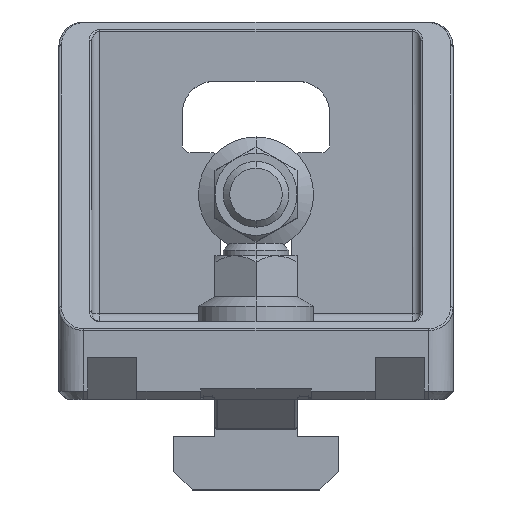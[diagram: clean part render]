
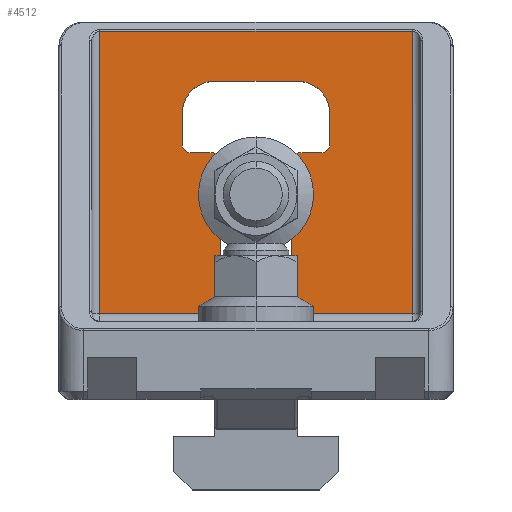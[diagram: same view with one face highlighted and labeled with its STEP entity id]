
A CAD part, top view. The second image highlights one B-rep face of the part: STEP entity #4512.
In plain terms, the highlighted planar face has unit normal (0, 0, 1).
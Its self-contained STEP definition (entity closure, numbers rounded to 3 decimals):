
#1392=CARTESIAN_POINT('',(4.35,29.1,9.5));
#1393=VERTEX_POINT('',#1392);
#1424=CARTESIAN_POINT('',(4.35,16.783,9.5));
#1425=VERTEX_POINT('',#1424);
#1432=CARTESIAN_POINT('',(4.35,16.783,9.5));
#1433=DIRECTION('',(0.0,1.0,0.0));
#1434=VECTOR('',#1433,12.317);
#1435=LINE('',#1432,#1434);
#1436=EDGE_CURVE('',#1425,#1393,#1435,.T.);
#1464=CARTESIAN_POINT('',(-4.35,29.1,9.5));
#1465=VERTEX_POINT('',#1464);
#1472=CARTESIAN_POINT('',(-4.35,16.783,9.5));
#1473=VERTEX_POINT('',#1472);
#1474=CARTESIAN_POINT('',(-4.35,29.1,9.5));
#1475=DIRECTION('',(0.0,-1.0,0.0));
#1476=VECTOR('',#1475,12.317);
#1477=LINE('',#1474,#1476);
#1478=EDGE_CURVE('',#1465,#1473,#1477,.T.);
#1624=CARTESIAN_POINT('',(-3.533,15.8,9.5));
#1625=VERTEX_POINT('',#1624);
#1640=CARTESIAN_POINT('',(3.533,15.8,9.5));
#1641=VERTEX_POINT('',#1640);
#1642=CARTESIAN_POINT('',(-3.533,15.8,9.5));
#1643=DIRECTION('',(1.0,0.0,0.0));
#1644=VECTOR('',#1643,7.065);
#1645=LINE('',#1642,#1644);
#1646=EDGE_CURVE('',#1625,#1641,#1645,.T.);
#4362=CARTESIAN_POINT('',(-20.,45.,9.5));
#4363=DIRECTION('',(0.0,0.0,-1.0));
#4364=DIRECTION('',(0.0,1.0,0.0));
#4365=AXIS2_PLACEMENT_3D('',#4362,#4363,#4364);
#4366=PLANE('',#4365);
#4367=CARTESIAN_POINT('',(19.,10.5,9.5));
#4368=VERTEX_POINT('',#4367);
#4369=CARTESIAN_POINT('',(19.,44.876,9.5));
#4370=VERTEX_POINT('',#4369);
#4371=CARTESIAN_POINT('',(19.,10.5,9.5));
#4372=DIRECTION('',(0.0,1.0,0.0));
#4373=VECTOR('',#4372,34.376);
#4374=LINE('',#4371,#4373);
#4375=EDGE_CURVE('',#4368,#4370,#4374,.T.);
#4376=ORIENTED_EDGE('',*,*,#4375,.T.);
#4377=CARTESIAN_POINT('',(-19.,44.876,9.5));
#4378=VERTEX_POINT('',#4377);
#4379=CARTESIAN_POINT('',(19.,44.876,9.5));
#4380=DIRECTION('',(-1.0,0.0,0.0));
#4381=VECTOR('',#4380,38.0);
#4382=LINE('',#4379,#4381);
#4383=EDGE_CURVE('',#4370,#4378,#4382,.T.);
#4384=ORIENTED_EDGE('',*,*,#4383,.T.);
#4385=CARTESIAN_POINT('',(-19.,10.5,9.5));
#4386=VERTEX_POINT('',#4385);
#4387=CARTESIAN_POINT('',(-19.,44.876,9.5));
#4388=DIRECTION('',(0.0,-1.0,0.0));
#4389=VECTOR('',#4388,34.376);
#4390=LINE('',#4387,#4389);
#4391=EDGE_CURVE('',#4378,#4386,#4390,.T.);
#4392=ORIENTED_EDGE('',*,*,#4391,.T.);
#4393=CARTESIAN_POINT('',(-19.,10.5,9.5));
#4394=DIRECTION('',(1.0,0.0,0.0));
#4395=VECTOR('',#4394,38.);
#4396=LINE('',#4393,#4395);
#4397=EDGE_CURVE('',#4386,#4368,#4396,.T.);
#4398=ORIENTED_EDGE('',*,*,#4397,.T.);
#4399=EDGE_LOOP('',(#4376,#4384,#4392,#4398));
#4400=FACE_OUTER_BOUND('',#4399,.T.);
#4401=CARTESIAN_POINT('',(-9.,34.8,9.5));
#4402=VERTEX_POINT('',#4401);
#4403=CARTESIAN_POINT('',(-9.,31.1,9.5));
#4404=VERTEX_POINT('',#4403);
#4405=CARTESIAN_POINT('',(-9.,34.8,9.5));
#4406=DIRECTION('',(0.0,-1.0,0.0));
#4407=VECTOR('',#4406,3.7);
#4408=LINE('',#4405,#4407);
#4409=EDGE_CURVE('',#4402,#4404,#4408,.T.);
#4410=ORIENTED_EDGE('',*,*,#4409,.F.);
#4411=CARTESIAN_POINT('',(-5.,38.8,9.5));
#4412=VERTEX_POINT('',#4411);
#4413=CARTESIAN_POINT('',(-5.,34.8,9.5));
#4414=DIRECTION('',(0.0,0.0,1.0));
#4415=DIRECTION('',(-1.0,0.0,0.0));
#4416=AXIS2_PLACEMENT_3D('',#4413,#4414,#4415);
#4417=CIRCLE('',#4416,4.);
#4418=EDGE_CURVE('',#4412,#4402,#4417,.T.);
#4419=ORIENTED_EDGE('',*,*,#4418,.F.);
#4420=CARTESIAN_POINT('',(5.,38.8,9.5));
#4421=VERTEX_POINT('',#4420);
#4422=CARTESIAN_POINT('',(5.,38.8,9.5));
#4423=DIRECTION('',(-1.0,0.0,0.0));
#4424=VECTOR('',#4423,10.);
#4425=LINE('',#4422,#4424);
#4426=EDGE_CURVE('',#4421,#4412,#4425,.T.);
#4427=ORIENTED_EDGE('',*,*,#4426,.F.);
#4428=CARTESIAN_POINT('',(9.,34.8,9.5));
#4429=VERTEX_POINT('',#4428);
#4430=CARTESIAN_POINT('',(5.,34.8,9.5));
#4431=DIRECTION('',(0.0,0.0,1.0));
#4432=DIRECTION('',(-1.0,0.0,0.0));
#4433=AXIS2_PLACEMENT_3D('',#4430,#4431,#4432);
#4434=CIRCLE('',#4433,4.);
#4435=EDGE_CURVE('',#4429,#4421,#4434,.T.);
#4436=ORIENTED_EDGE('',*,*,#4435,.F.);
#4437=CARTESIAN_POINT('',(9.,31.1,9.5));
#4438=VERTEX_POINT('',#4437);
#4439=CARTESIAN_POINT('',(9.,31.1,9.5));
#4440=DIRECTION('',(0.0,1.0,0.0));
#4441=VECTOR('',#4440,3.7);
#4442=LINE('',#4439,#4441);
#4443=EDGE_CURVE('',#4438,#4429,#4442,.T.);
#4444=ORIENTED_EDGE('',*,*,#4443,.F.);
#4445=CARTESIAN_POINT('',(8.,30.1,9.5));
#4446=VERTEX_POINT('',#4445);
#4447=CARTESIAN_POINT('',(8.,31.1,9.5));
#4448=DIRECTION('',(0.0,0.0,1.0));
#4449=DIRECTION('',(-1.0,0.0,0.0));
#4450=AXIS2_PLACEMENT_3D('',#4447,#4448,#4449);
#4451=CIRCLE('',#4450,1.);
#4452=EDGE_CURVE('',#4446,#4438,#4451,.T.);
#4453=ORIENTED_EDGE('',*,*,#4452,.F.);
#4454=CARTESIAN_POINT('',(5.35,30.1,9.5));
#4455=VERTEX_POINT('',#4454);
#4456=CARTESIAN_POINT('',(5.35,30.1,9.5));
#4457=DIRECTION('',(1.0,0.0,0.0));
#4458=VECTOR('',#4457,2.65);
#4459=LINE('',#4456,#4458);
#4460=EDGE_CURVE('',#4455,#4446,#4459,.T.);
#4461=ORIENTED_EDGE('',*,*,#4460,.F.);
#4462=CARTESIAN_POINT('',(5.35,29.1,9.5));
#4463=DIRECTION('',(0.0,0.0,-1.0));
#4464=DIRECTION('',(1.0,0.0,0.0));
#4465=AXIS2_PLACEMENT_3D('',#4462,#4463,#4464);
#4466=CIRCLE('',#4465,1.);
#4467=EDGE_CURVE('',#1393,#4455,#4466,.T.);
#4468=ORIENTED_EDGE('',*,*,#4467,.F.);
#4469=ORIENTED_EDGE('',*,*,#1436,.F.);
#4470=CARTESIAN_POINT('',(3.35,16.783,9.5));
#4471=DIRECTION('',(0.0,0.0,-1.0));
#4472=DIRECTION('',(0.0,1.0,0.0));
#4473=AXIS2_PLACEMENT_3D('',#4470,#4471,#4472);
#4474=CIRCLE('',#4473,1.);
#4475=EDGE_CURVE('',#1425,#1641,#4474,.T.);
#4476=ORIENTED_EDGE('',*,*,#4475,.T.);
#4477=ORIENTED_EDGE('',*,*,#1646,.F.);
#4478=CARTESIAN_POINT('',(-3.35,16.783,9.5));
#4479=DIRECTION('',(0.0,0.0,-1.0));
#4480=DIRECTION('',(0.0,1.0,0.0));
#4481=AXIS2_PLACEMENT_3D('',#4478,#4479,#4480);
#4482=CIRCLE('',#4481,1.);
#4483=EDGE_CURVE('',#1625,#1473,#4482,.T.);
#4484=ORIENTED_EDGE('',*,*,#4483,.T.);
#4485=ORIENTED_EDGE('',*,*,#1478,.F.);
#4486=CARTESIAN_POINT('',(-5.35,30.1,9.5));
#4487=VERTEX_POINT('',#4486);
#4488=CARTESIAN_POINT('',(-5.35,29.1,9.5));
#4489=DIRECTION('',(0.0,0.0,-1.0));
#4490=DIRECTION('',(-1.0,0.0,0.0));
#4491=AXIS2_PLACEMENT_3D('',#4488,#4489,#4490);
#4492=CIRCLE('',#4491,1.);
#4493=EDGE_CURVE('',#4487,#1465,#4492,.T.);
#4494=ORIENTED_EDGE('',*,*,#4493,.F.);
#4495=CARTESIAN_POINT('',(-8.,30.1,9.5));
#4496=VERTEX_POINT('',#4495);
#4497=CARTESIAN_POINT('',(-8.,30.1,9.5));
#4498=DIRECTION('',(1.0,0.0,0.0));
#4499=VECTOR('',#4498,2.65);
#4500=LINE('',#4497,#4499);
#4501=EDGE_CURVE('',#4496,#4487,#4500,.T.);
#4502=ORIENTED_EDGE('',*,*,#4501,.F.);
#4503=CARTESIAN_POINT('',(-8.,31.1,9.5));
#4504=DIRECTION('',(0.0,0.0,1.0));
#4505=DIRECTION('',(1.0,0.0,0.0));
#4506=AXIS2_PLACEMENT_3D('',#4503,#4504,#4505);
#4507=CIRCLE('',#4506,1.);
#4508=EDGE_CURVE('',#4404,#4496,#4507,.T.);
#4509=ORIENTED_EDGE('',*,*,#4508,.F.);
#4510=EDGE_LOOP('',(#4410,#4419,#4427,#4436,#4444,#4453,#4461,#4468,#4469,#4476,#4477,#4484,#4485,#4494,#4502,#4509));
#4511=FACE_BOUND('',#4510,.T.);
#4512=ADVANCED_FACE('',(#4400,#4511),#4366,.F.);
